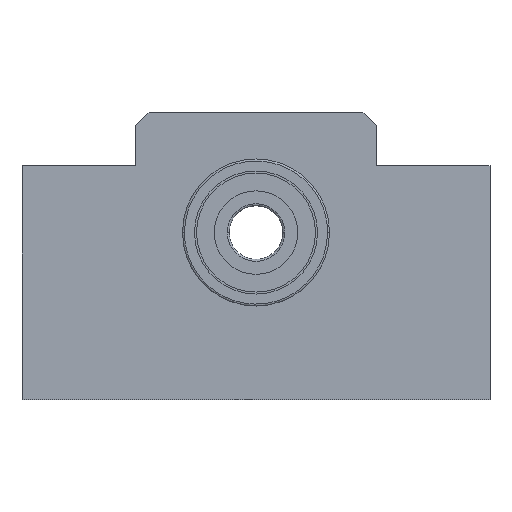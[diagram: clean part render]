
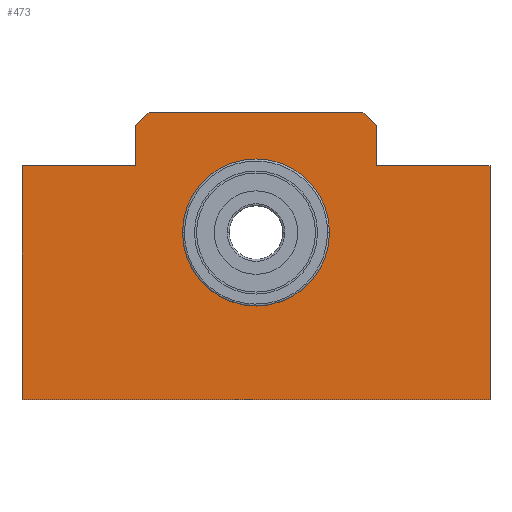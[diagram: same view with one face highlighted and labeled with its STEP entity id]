
A CAD part, top view. The second image highlights one B-rep face of the part: STEP entity #473.
In plain terms, the highlighted planar face has unit normal (0, 0, 1).
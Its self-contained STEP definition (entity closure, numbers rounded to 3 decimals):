
#5 = VECTOR ( 'NONE', #858, 1000. ) ;
#15 = EDGE_CURVE ( 'NONE', #1828, #730, #63, .T. ) ;
#18 = DIRECTION ( 'NONE',  ( 0., 0., -1. ) ) ;
#21 = CARTESIAN_POINT ( 'NONE',  ( 0., 0., 0. ) ) ;
#25 = DIRECTION ( 'NONE',  ( -1., 0., 0. ) ) ;
#44 = EDGE_CURVE ( 'NONE', #1114, #1426, #703, .T. ) ;
#51 = DIRECTION ( 'NONE',  ( 0.707, 0.707, 0. ) ) ;
#62 = CARTESIAN_POINT ( 'NONE',  ( -16., 18., 0. ) ) ;
#63 = LINE ( 'NONE', #62, #259 ) ;
#67 = CARTESIAN_POINT ( 'NONE',  ( 0., 0., 0. ) ) ;
#68 = VECTOR ( 'NONE', #427, 1000. ) ;
#69 = CARTESIAN_POINT ( 'NONE',  ( -18., 16., 0. ) ) ;
#161 = CARTESIAN_POINT ( 'NONE',  ( -18., 10., 0. ) ) ;
#190 = EDGE_CURVE ( 'NONE', #1606, #1039, #492, .T. ) ;
#196 = EDGE_CURVE ( 'NONE', #475, #1828, #1518, .T. ) ;
#203 = VERTEX_POINT ( 'NONE', #1791 ) ;
#217 = CARTESIAN_POINT ( 'NONE',  ( 16., 18., 0. ) ) ;
#229 = CARTESIAN_POINT ( 'NONE',  ( 35., 10., 0. ) ) ;
#252 = AXIS2_PLACEMENT_3D ( 'NONE', #21, #18, #1902 ) ;
#259 = VECTOR ( 'NONE', #51, 1000. ) ;
#264 = ORIENTED_EDGE ( 'NONE', *, *, #677, .T. ) ;
#267 = CARTESIAN_POINT ( 'NONE',  ( -18., 10., 0. ) ) ;
#280 = DIRECTION ( 'NONE',  ( 0.707, -0.707, 0. ) ) ;
#283 = VECTOR ( 'NONE', #280, 1000. ) ;
#296 = CARTESIAN_POINT ( 'NONE',  ( 18., 16., 0. ) ) ;
#301 = VECTOR ( 'NONE', #25, 1000. ) ;
#370 = EDGE_CURVE ( 'NONE', #1891, #1606, #1747, .T. ) ;
#389 = EDGE_CURVE ( 'NONE', #475, #1039, #673, .T. ) ;
#397 = VECTOR ( 'NONE', #1264, 1000. ) ;
#421 = ORIENTED_EDGE ( 'NONE', *, *, #190, .F. ) ;
#426 = LINE ( 'NONE', #229, #301 ) ;
#427 = DIRECTION ( 'NONE',  ( -1., 0., 0. ) ) ;
#444 = VERTEX_POINT ( 'NONE', #1447 ) ;
#473 = ADVANCED_FACE ( 'NONE', ( #618, #1745 ), #646, .T. ) ;
#475 = VERTEX_POINT ( 'NONE', #161 ) ;
#492 = LINE ( 'NONE', #1847, #1556 ) ;
#508 = EDGE_LOOP ( 'NONE', ( #799, #1359, #644, #849, #537, #1174, #1300, #1911, #421, #583 ) ) ;
#537 = ORIENTED_EDGE ( 'NONE', *, *, #820, .F. ) ;
#538 = CIRCLE ( 'NONE', #252, 11. ) ;
#582 = CARTESIAN_POINT ( 'NONE',  ( -34., -25., 0. ) ) ;
#583 = ORIENTED_EDGE ( 'NONE', *, *, #370, .F. ) ;
#607 = CARTESIAN_POINT ( 'NONE',  ( 35., -25., 0. ) ) ;
#618 = FACE_OUTER_BOUND ( 'NONE', #508, .T. ) ;
#627 = EDGE_CURVE ( 'NONE', #1426, #1457, #766, .T. ) ;
#644 = ORIENTED_EDGE ( 'NONE', *, *, #627, .F. ) ;
#646 = PLANE ( 'NONE',  #765 ) ;
#673 = LINE ( 'NONE', #267, #893 ) ;
#677 = EDGE_CURVE ( 'NONE', #1439, #203, #538, .T. ) ;
#703 = LINE ( 'NONE', #1792, #283 ) ;
#730 = VERTEX_POINT ( 'NONE', #1146 ) ;
#749 = DIRECTION ( 'NONE',  ( -1., 0., 0. ) ) ;
#765 = AXIS2_PLACEMENT_3D ( 'NONE', #67, #1133, #1542 ) ;
#766 = LINE ( 'NONE', #1032, #1513 ) ;
#799 = ORIENTED_EDGE ( 'NONE', *, *, #966, .F. ) ;
#820 = EDGE_CURVE ( 'NONE', #730, #1114, #1665, .T. ) ;
#832 = DIRECTION ( 'NONE',  ( -1., 0., 0. ) ) ;
#849 = ORIENTED_EDGE ( 'NONE', *, *, #44, .F. ) ;
#855 = CARTESIAN_POINT ( 'NONE',  ( 11., 0., 0. ) ) ;
#858 = DIRECTION ( 'NONE',  ( 0., -1., 0. ) ) ;
#893 = VECTOR ( 'NONE', #832, 1000. ) ;
#948 = DIRECTION ( 'NONE',  ( 0., 0., -1. ) ) ;
#957 = ORIENTED_EDGE ( 'NONE', *, *, #1406, .T. ) ;
#966 = EDGE_CURVE ( 'NONE', #444, #1891, #1275, .T. ) ;
#997 = CIRCLE ( 'NONE', #1389, 11. ) ;
#1032 = CARTESIAN_POINT ( 'NONE',  ( 18., -1., 0. ) ) ;
#1039 = VERTEX_POINT ( 'NONE', #1182 ) ;
#1048 = DIRECTION ( 'NONE',  ( 0., 1., 0. ) ) ;
#1057 = CARTESIAN_POINT ( 'NONE',  ( 35., -24., 0. ) ) ;
#1114 = VERTEX_POINT ( 'NONE', #217 ) ;
#1133 = DIRECTION ( 'NONE',  ( 0., 0., 1. ) ) ;
#1146 = CARTESIAN_POINT ( 'NONE',  ( -16., 18., 0. ) ) ;
#1174 = ORIENTED_EDGE ( 'NONE', *, *, #15, .F. ) ;
#1182 = CARTESIAN_POINT ( 'NONE',  ( -35., 10., 0. ) ) ;
#1244 = DIRECTION ( 'NONE',  ( 0., -1., 0. ) ) ;
#1264 = DIRECTION ( 'NONE',  ( 1., 0., 0. ) ) ;
#1266 = EDGE_CURVE ( 'NONE', #444, #1457, #426, .T. ) ;
#1275 = LINE ( 'NONE', #1057, #5 ) ;
#1300 = ORIENTED_EDGE ( 'NONE', *, *, #196, .F. ) ;
#1359 = ORIENTED_EDGE ( 'NONE', *, *, #1266, .T. ) ;
#1372 = CARTESIAN_POINT ( 'NONE',  ( 0., 0., 0. ) ) ;
#1389 = AXIS2_PLACEMENT_3D ( 'NONE', #1372, #948, #749 ) ;
#1406 = EDGE_CURVE ( 'NONE', #203, #1439, #997, .T. ) ;
#1426 = VERTEX_POINT ( 'NONE', #296 ) ;
#1439 = VERTEX_POINT ( 'NONE', #855 ) ;
#1447 = CARTESIAN_POINT ( 'NONE',  ( 35., 10., 0. ) ) ;
#1457 = VERTEX_POINT ( 'NONE', #1777 ) ;
#1474 = CARTESIAN_POINT ( 'NONE',  ( 16., 18., 0. ) ) ;
#1513 = VECTOR ( 'NONE', #1244, 1000. ) ;
#1518 = LINE ( 'NONE', #1837, #1803 ) ;
#1542 = DIRECTION ( 'NONE',  ( 1., 0., 0. ) ) ;
#1556 = VECTOR ( 'NONE', #1048, 1000. ) ;
#1606 = VERTEX_POINT ( 'NONE', #1938 ) ;
#1665 = LINE ( 'NONE', #1474, #397 ) ;
#1681 = DIRECTION ( 'NONE',  ( 0., 1., 0. ) ) ;
#1745 = FACE_BOUND ( 'NONE', #1945, .T. ) ;
#1747 = LINE ( 'NONE', #582, #68 ) ;
#1777 = CARTESIAN_POINT ( 'NONE',  ( 18., 10., 0. ) ) ;
#1791 = CARTESIAN_POINT ( 'NONE',  ( -11., 0., 0. ) ) ;
#1792 = CARTESIAN_POINT ( 'NONE',  ( 18., 16., 0. ) ) ;
#1803 = VECTOR ( 'NONE', #1681, 1000. ) ;
#1828 = VERTEX_POINT ( 'NONE', #69 ) ;
#1837 = CARTESIAN_POINT ( 'NONE',  ( -18., 16., 0. ) ) ;
#1847 = CARTESIAN_POINT ( 'NONE',  ( -35., -2., 0. ) ) ;
#1891 = VERTEX_POINT ( 'NONE', #607 ) ;
#1902 = DIRECTION ( 'NONE',  ( -1., 0., 0. ) ) ;
#1911 = ORIENTED_EDGE ( 'NONE', *, *, #389, .T. ) ;
#1938 = CARTESIAN_POINT ( 'NONE',  ( -35., -25., 0. ) ) ;
#1945 = EDGE_LOOP ( 'NONE', ( #957, #264 ) ) ;
